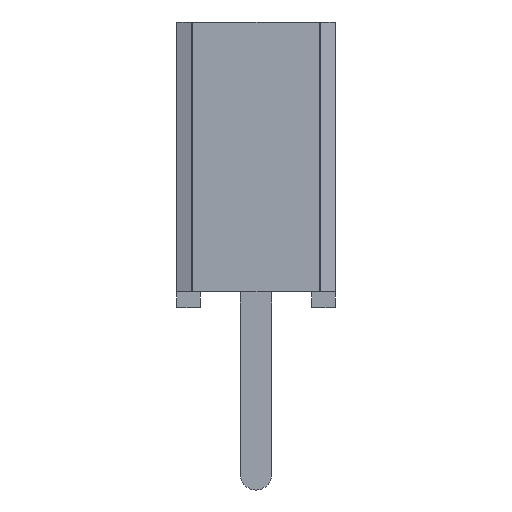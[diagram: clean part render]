
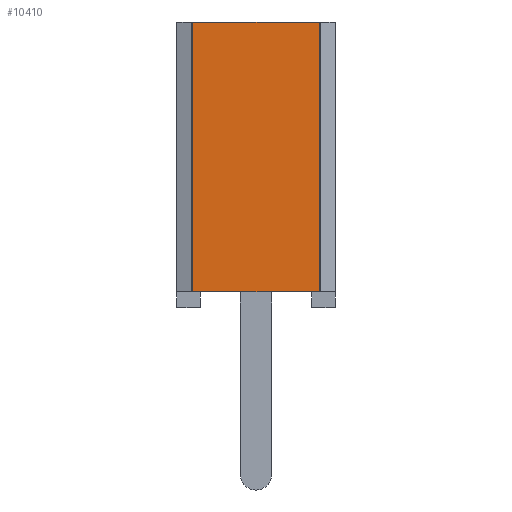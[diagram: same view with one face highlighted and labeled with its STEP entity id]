
A CAD part, left-side view. The second image highlights one B-rep face of the part: STEP entity #10410.
In plain terms, the highlighted planar face has unit normal (-1, 0, 0).
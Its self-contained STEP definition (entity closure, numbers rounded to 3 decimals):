
#10410 = ADVANCED_FACE('',(#10411),#10445,.F.);
#10411 = FACE_BOUND('',#10412,.T.);
#10412 = EDGE_LOOP('',(#10413,#10423,#10431,#10439));
#10413 = ORIENTED_EDGE('',*,*,#10414,.T.);
#10414 = EDGE_CURVE('',#10415,#10417,#10419,.T.);
#10415 = VERTEX_POINT('',#10416);
#10416 = CARTESIAN_POINT('',(-28.689,1.026,4.572));
#10417 = VERTEX_POINT('',#10418);
#10418 = CARTESIAN_POINT('',(-28.689,1.026,0.254));
#10419 = LINE('',#10420,#10421);
#10420 = CARTESIAN_POINT('',(-28.689,1.026,4.572));
#10421 = VECTOR('',#10422,1.);
#10422 = DIRECTION('',(0.,0.,-1.));
#10423 = ORIENTED_EDGE('',*,*,#10424,.T.);
#10424 = EDGE_CURVE('',#10417,#10425,#10427,.T.);
#10425 = VERTEX_POINT('',#10426);
#10426 = CARTESIAN_POINT('',(-28.689,-1.026,0.254));
#10427 = LINE('',#10428,#10429);
#10428 = CARTESIAN_POINT('',(-28.689,0.889,0.254));
#10429 = VECTOR('',#10430,1.);
#10430 = DIRECTION('',(0.,-1.,0.));
#10431 = ORIENTED_EDGE('',*,*,#10432,.T.);
#10432 = EDGE_CURVE('',#10425,#10433,#10435,.T.);
#10433 = VERTEX_POINT('',#10434);
#10434 = CARTESIAN_POINT('',(-28.689,-1.026,4.572));
#10435 = LINE('',#10436,#10437);
#10436 = CARTESIAN_POINT('',(-28.689,-1.026,4.572));
#10437 = VECTOR('',#10438,1.);
#10438 = DIRECTION('',(0.,0.,1.));
#10439 = ORIENTED_EDGE('',*,*,#10440,.F.);
#10440 = EDGE_CURVE('',#10415,#10433,#10441,.T.);
#10441 = LINE('',#10442,#10443);
#10442 = CARTESIAN_POINT('',(-28.689,1.27,4.572));
#10443 = VECTOR('',#10444,1.);
#10444 = DIRECTION('',(0.,-1.,0.));
#10445 = PLANE('',#10446);
#10446 = AXIS2_PLACEMENT_3D('',#10447,#10448,#10449);
#10447 = CARTESIAN_POINT('',(-28.689,1.27,4.572));
#10448 = DIRECTION('',(1.,0.,0.));
#10449 = DIRECTION('',(0.,1.,0.));
